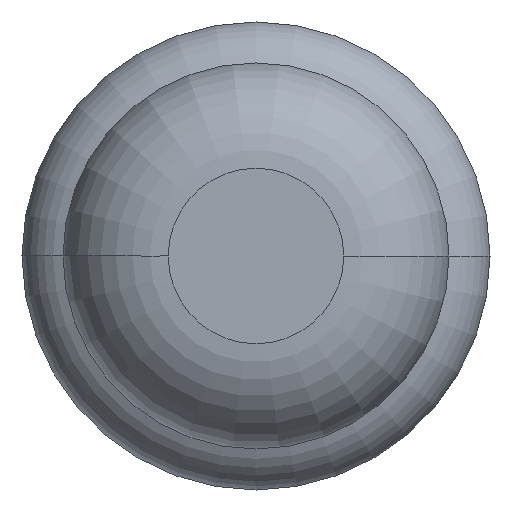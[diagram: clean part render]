
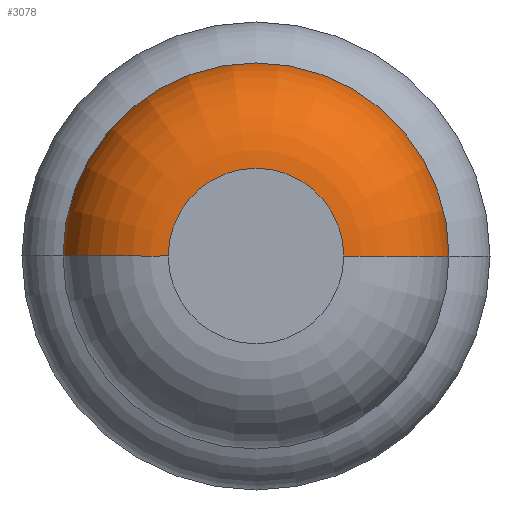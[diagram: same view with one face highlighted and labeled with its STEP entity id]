
A CAD part, front view. The second image highlights one B-rep face of the part: STEP entity #3078.
In plain terms, the highlighted toroidal (fillet/blend) face has major radius 0.375 mm and minor radius 0.45 mm.
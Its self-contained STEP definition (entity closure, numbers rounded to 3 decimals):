
#287 = FACE_OUTER_BOUND ( 'NONE', #4305, .T. ) ;
#339 = DIRECTION ( 'NONE',  ( 0., 0., 1. ) ) ;
#415 = EDGE_CURVE ( 'Defeature ausgef�hrt1_7+Defeature ausgef�hrt1_8+Defeature ausgef�hrt1_8+Defeature ausgef�hrt1_8', #1284, #3135, #3331, .T. ) ;
#431 = ORIENTED_EDGE ( 'NONE', *, *, #415, .F. ) ;
#455 = CARTESIAN_POINT ( 'NONE',  ( 0.825, -31.55, 0. ) ) ;
#457 = CARTESIAN_POINT ( 'NONE',  ( 0.375, -31.55, 0. ) ) ;
#477 = EDGE_CURVE ( 'NONE', #3764, #1284, #3643, .T. ) ;
#721 = CARTESIAN_POINT ( 'NONE',  ( -0.375, -32., 0. ) ) ;
#723 = CARTESIAN_POINT ( 'NONE',  ( 0., -31.55, 0. ) ) ;
#747 = DIRECTION ( 'NONE',  ( 0., 0., -1. ) ) ;
#903 = CARTESIAN_POINT ( 'NONE',  ( 0., -31.55, 0. ) ) ;
#948 = DIRECTION ( 'NONE',  ( 1., 0., 0. ) ) ;
#1032 = DIRECTION ( 'NONE',  ( 1., 0., 0. ) ) ;
#1284 = VERTEX_POINT ( 'NONE', #4278 ) ;
#1429 = CARTESIAN_POINT ( 'NONE',  ( 0., -32., 0. ) ) ;
#1470 = TOROIDAL_SURFACE ( 'NONE', #3348, 0.375, 0.45 ) ;
#1726 = AXIS2_PLACEMENT_3D ( 'NONE', #903, #3697, #948 ) ;
#1829 = DIRECTION ( 'NONE',  ( 1., 0., 0. ) ) ;
#2154 = EDGE_CURVE ( 'Defeature ausgef�hrt1_8+Defeature ausgef�hrt1_9+Defeature ausgef�hrt1_9+Defeature ausgef�hrt1_9', #3764, #2670, #3213, .T. ) ;
#2431 = CARTESIAN_POINT ( 'NONE',  ( -0.375, -31.55, 0. ) ) ;
#2489 = AXIS2_PLACEMENT_3D ( 'NONE', #2431, #339, #1829 ) ;
#2539 = AXIS2_PLACEMENT_3D ( 'NONE', #457, #747, #3159 ) ;
#2670 = VERTEX_POINT ( 'NONE', #3586 ) ;
#2758 = CIRCLE ( 'NONE', #2489, 0.45 ) ;
#2835 = DIRECTION ( 'NONE',  ( 0., -1., 0. ) ) ;
#3078 = ADVANCED_FACE ( 'Defeature ausgef�hrt1_8', ( #287 ), #1470, .T. ) ;
#3135 = VERTEX_POINT ( 'NONE', #721 ) ;
#3159 = DIRECTION ( 'NONE',  ( -1., 0., 0. ) ) ;
#3213 = CIRCLE ( 'NONE', #1726, 0.825 ) ;
#3293 = ORIENTED_EDGE ( 'NONE', *, *, #3733, .T. ) ;
#3331 = CIRCLE ( 'NONE', #4319, 0.375 ) ;
#3348 = AXIS2_PLACEMENT_3D ( 'NONE', #723, #4476, #1032 ) ;
#3525 = DIRECTION ( 'NONE',  ( 1., 0., 0. ) ) ;
#3586 = CARTESIAN_POINT ( 'NONE',  ( -0.825, -31.55, 0. ) ) ;
#3643 = CIRCLE ( 'NONE', #2539, 0.45 ) ;
#3697 = DIRECTION ( 'NONE',  ( 0., -1., 0. ) ) ;
#3733 = EDGE_CURVE ( 'NONE', #2670, #3135, #2758, .T. ) ;
#3764 = VERTEX_POINT ( 'NONE', #455 ) ;
#3805 = ORIENTED_EDGE ( 'NONE', *, *, #477, .F. ) ;
#4048 = ORIENTED_EDGE ( 'NONE', *, *, #2154, .T. ) ;
#4278 = CARTESIAN_POINT ( 'NONE',  ( 0.375, -32., 0. ) ) ;
#4305 = EDGE_LOOP ( 'NONE', ( #4048, #3293, #431, #3805 ) ) ;
#4319 = AXIS2_PLACEMENT_3D ( 'NONE', #1429, #2835, #3525 ) ;
#4476 = DIRECTION ( 'NONE',  ( 0., -1., 0. ) ) ;
